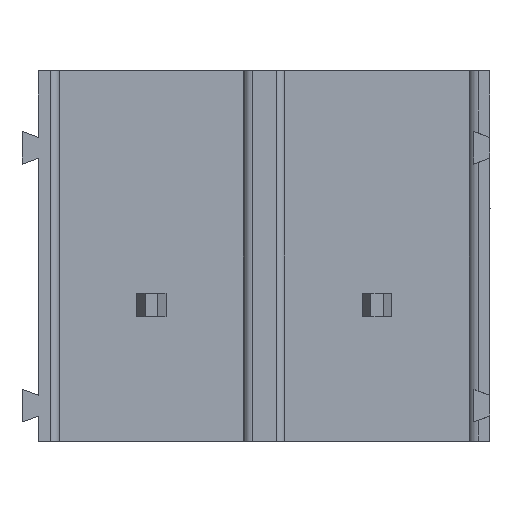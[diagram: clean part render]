
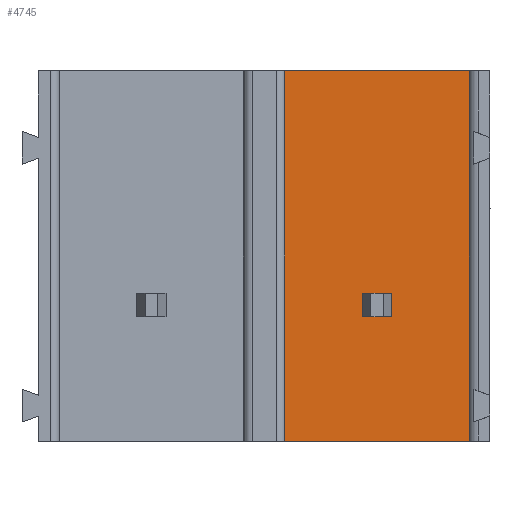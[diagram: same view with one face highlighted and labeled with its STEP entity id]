
A CAD part, front view. The second image highlights one B-rep face of the part: STEP entity #4745.
In plain terms, the highlighted planar face has unit normal (0, -1, 0).
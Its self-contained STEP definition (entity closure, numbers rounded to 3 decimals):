
#73 = LINE ( 'NONE', #21311, #4829 ) ;
#106 = FACE_OUTER_BOUND ( 'NONE', #27431, .T. ) ;
#1214 = CARTESIAN_POINT ( 'NONE',  ( 10.93, 0.9, 5. ) ) ;
#1384 = CARTESIAN_POINT ( 'NONE',  ( 10.93, 0.9, 4.2 ) ) ;
#1436 = LINE ( 'NONE', #10252, #15163 ) ;
#1497 = LINE ( 'NONE', #1214, #11855 ) ;
#1575 = EDGE_CURVE ( 'NONE', #7920, #15152, #1436, .T. ) ;
#1778 = EDGE_CURVE ( 'NONE', #14000, #14756, #13441, .T. ) ;
#3811 = EDGE_CURVE ( 'NONE', #14379, #16235, #73, .T. ) ;
#4440 = DIRECTION ( 'NONE',  ( 0., 1., 0. ) ) ;
#4745 = ADVANCED_FACE ( 'NONE', ( #10732, #106 ), #17430, .F. ) ;
#4829 = VECTOR ( 'NONE', #21026, 1000. ) ;
#5523 = VECTOR ( 'NONE', #16901, 1000. ) ;
#6209 = EDGE_CURVE ( 'NONE', #24620, #14207, #24569, .T. ) ;
#6274 = VECTOR ( 'NONE', #20128, 1000. ) ;
#7067 = DIRECTION ( 'NONE',  ( -1., 0., 0. ) ) ;
#7200 = CARTESIAN_POINT ( 'NONE',  ( 8.32, 0.9, 12.5 ) ) ;
#7225 = DIRECTION ( 'NONE',  ( -1., 0., 0. ) ) ;
#7920 = VERTEX_POINT ( 'NONE', #19898 ) ;
#8474 = CARTESIAN_POINT ( 'NONE',  ( 11.93, 0.9, 4.2 ) ) ;
#8649 = CARTESIAN_POINT ( 'NONE',  ( 8.32, 0.9, 0. ) ) ;
#9023 = VECTOR ( 'NONE', #26921, 1000. ) ;
#9775 = CARTESIAN_POINT ( 'NONE',  ( 11.93, 0.9, 5. ) ) ;
#10252 = CARTESIAN_POINT ( 'NONE',  ( 10.93, 0.9, 5. ) ) ;
#10480 = LINE ( 'NONE', #27075, #5523 ) ;
#10732 = FACE_BOUND ( 'NONE', #20341, .T. ) ;
#10978 = ORIENTED_EDGE ( 'NONE', *, *, #18516, .F. ) ;
#11682 = DIRECTION ( 'NONE',  ( -1., 0., 0. ) ) ;
#11855 = VECTOR ( 'NONE', #11682, 1000. ) ;
#12886 = ORIENTED_EDGE ( 'NONE', *, *, #20886, .F. ) ;
#13441 = LINE ( 'NONE', #26528, #6274 ) ;
#14000 = VERTEX_POINT ( 'NONE', #19490 ) ;
#14207 = VERTEX_POINT ( 'NONE', #27004 ) ;
#14379 = VERTEX_POINT ( 'NONE', #18069 ) ;
#14756 = VERTEX_POINT ( 'NONE', #26689 ) ;
#15009 = VECTOR ( 'NONE', #7067, 1000. ) ;
#15152 = VERTEX_POINT ( 'NONE', #1384 ) ;
#15163 = VECTOR ( 'NONE', #18756, 1000. ) ;
#16235 = VERTEX_POINT ( 'NONE', #20624 ) ;
#16269 = EDGE_CURVE ( 'NONE', #14207, #7920, #1497, .T. ) ;
#16435 = EDGE_CURVE ( 'NONE', #14756, #16235, #19915, .T. ) ;
#16465 = ORIENTED_EDGE ( 'NONE', *, *, #1575, .F. ) ;
#16901 = DIRECTION ( 'NONE',  ( -1., 0., 0. ) ) ;
#17430 = PLANE ( 'NONE',  #24572 ) ;
#17565 = VECTOR ( 'NONE', #18441, 1000. ) ;
#17650 = ORIENTED_EDGE ( 'NONE', *, *, #16269, .F. ) ;
#18069 = CARTESIAN_POINT ( 'NONE',  ( 8.32, 0.9, 0. ) ) ;
#18441 = DIRECTION ( 'NONE',  ( 0., 0., 1. ) ) ;
#18516 = EDGE_CURVE ( 'NONE', #14000, #14379, #10480, .T. ) ;
#18756 = DIRECTION ( 'NONE',  ( 0., 0., -1. ) ) ;
#19490 = CARTESIAN_POINT ( 'NONE',  ( 14.54, 0.9, 0. ) ) ;
#19898 = CARTESIAN_POINT ( 'NONE',  ( 10.93, 0.9, 5. ) ) ;
#19915 = LINE ( 'NONE', #7200, #15009 ) ;
#20128 = DIRECTION ( 'NONE',  ( 0., 0., 1. ) ) ;
#20341 = EDGE_LOOP ( 'NONE', ( #16465, #17650, #24933, #12886 ) ) ;
#20624 = CARTESIAN_POINT ( 'NONE',  ( 8.32, 0.9, 12.5 ) ) ;
#20886 = EDGE_CURVE ( 'NONE', #15152, #24620, #22611, .T. ) ;
#20916 = ORIENTED_EDGE ( 'NONE', *, *, #3811, .F. ) ;
#21026 = DIRECTION ( 'NONE',  ( 0., 0., 1. ) ) ;
#21311 = CARTESIAN_POINT ( 'NONE',  ( 8.32, 0.9, 0. ) ) ;
#22611 = LINE ( 'NONE', #26630, #9023 ) ;
#22704 = ORIENTED_EDGE ( 'NONE', *, *, #1778, .T. ) ;
#24569 = LINE ( 'NONE', #9775, #17565 ) ;
#24572 = AXIS2_PLACEMENT_3D ( 'NONE', #8649, #4440, #7225 ) ;
#24620 = VERTEX_POINT ( 'NONE', #8474 ) ;
#24933 = ORIENTED_EDGE ( 'NONE', *, *, #6209, .F. ) ;
#25183 = ORIENTED_EDGE ( 'NONE', *, *, #16435, .T. ) ;
#26528 = CARTESIAN_POINT ( 'NONE',  ( 14.54, 0.9, 0. ) ) ;
#26630 = CARTESIAN_POINT ( 'NONE',  ( 10.93, 0.9, 4.2 ) ) ;
#26689 = CARTESIAN_POINT ( 'NONE',  ( 14.54, 0.9, 12.5 ) ) ;
#26921 = DIRECTION ( 'NONE',  ( 1., 0., 0. ) ) ;
#27004 = CARTESIAN_POINT ( 'NONE',  ( 11.93, 0.9, 5. ) ) ;
#27075 = CARTESIAN_POINT ( 'NONE',  ( 8.32, 0.9, 0. ) ) ;
#27431 = EDGE_LOOP ( 'NONE', ( #25183, #20916, #10978, #22704 ) ) ;
